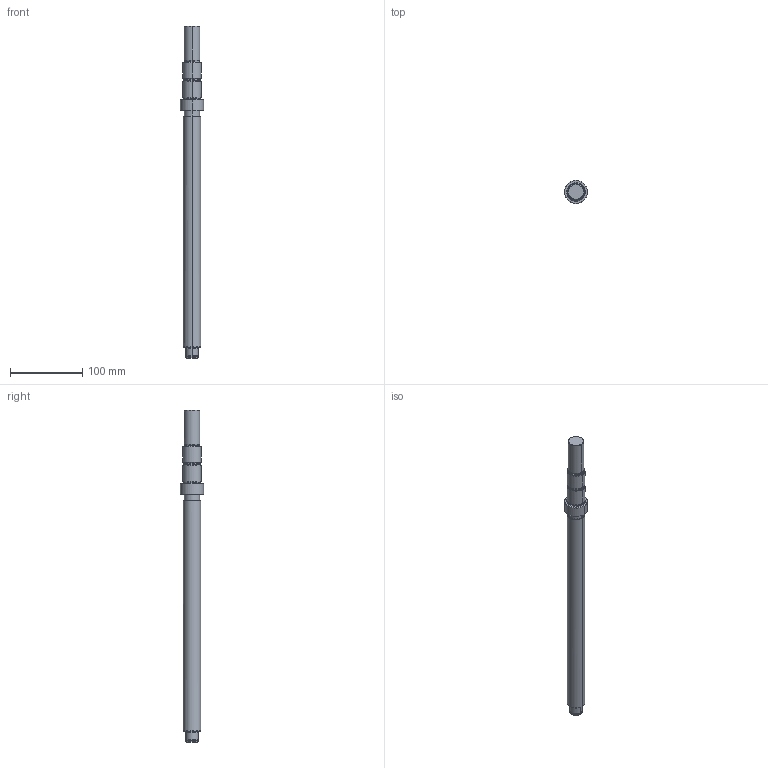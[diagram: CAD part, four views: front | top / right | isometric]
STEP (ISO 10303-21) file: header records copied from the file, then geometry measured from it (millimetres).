
FILE_DESCRIPTION (( 'STEP AP203' ), '1' );
FILE_NAME ('surub.stp_Default_sldprt.STEP', '2023-12-09T22:25:20', ( '' ), ( '' ), 'SwSTEP 2.0', 'SolidWorks 2023', '' );
FILE_SCHEMA (( 'CONFIG_CONTROL_DESIGN' ));
Length unit declared in the file: millimetre
Products named in the file (1): surub.stp_Default_sldprt
Bounding box: 32 x 32 x 460 mm (x, y, z)
Surface area: 38182.6 mm2 (no closed solid volume)
Topology: 0 solids, 2 shells, 87 faces, 185 edges, 108 vertices
Faces by surface type: cylinder 30, cone 28, torus 16, plane 13
Entity records: 2829 total; most frequent: CARTESIAN_POINT 878, DIRECTION 421, ORIENTED_EDGE 364, EDGE_CURVE 185, AXIS2_PLACEMENT_3D 179, VERTEX_POINT 108, EDGE_LOOP 95, CIRCLE 91
